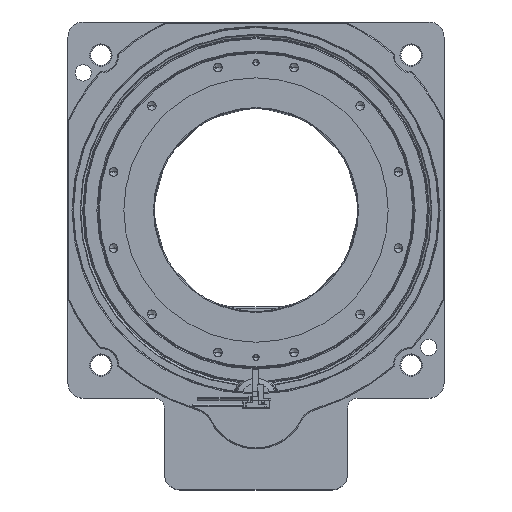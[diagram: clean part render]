
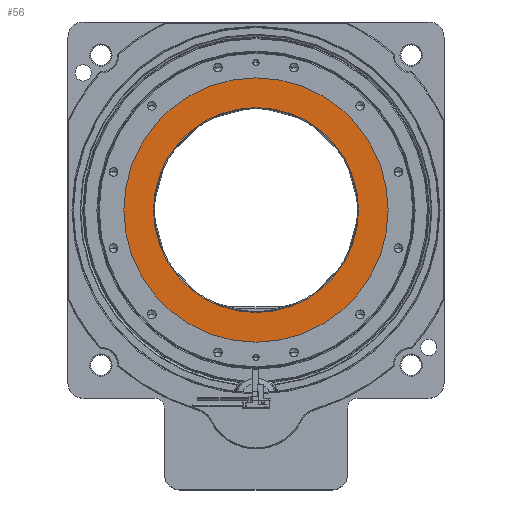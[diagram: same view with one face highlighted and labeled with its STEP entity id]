
A CAD part, top view. The second image highlights one B-rep face of the part: STEP entity #56.
In plain terms, the highlighted planar face has unit normal (0, 0, 1).
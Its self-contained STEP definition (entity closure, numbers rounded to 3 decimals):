
#56 = ADVANCED_FACE ( 'NONE', ( #1200, #691 ), #26091, .F. ) ;
#691 = FACE_BOUND ( 'NONE', #6145, .T. ) ;
#1200 = FACE_OUTER_BOUND ( 'NONE', #8003, .T. ) ;
#1473 = CARTESIAN_POINT ( 'NONE',  ( 112.583, 65., 77. ) ) ;
#2285 = AXIS2_PLACEMENT_3D ( 'NONE', #8390, #21400, #24909 ) ;
#3952 = VERTEX_POINT ( 'NONE', #52717 ) ;
#4738 = CARTESIAN_POINT ( 'NONE',  ( 0., 0., 77. ) ) ;
#5514 = ORIENTED_EDGE ( 'NONE', *, *, #16956, .T. ) ;
#5637 = CARTESIAN_POINT ( 'NONE',  ( -65., 112.583, 77. ) ) ;
#6145 = EDGE_LOOP ( 'NONE', ( #28896, #5514 ) ) ;
#6635 = CARTESIAN_POINT ( 'NONE',  ( 0., 0., 77. ) ) ;
#7477 = AXIS2_PLACEMENT_3D ( 'NONE', #24321, #20283, #51259 ) ;
#8003 = EDGE_LOOP ( 'NONE', ( #19772, #9023 ) ) ;
#8162 = CARTESIAN_POINT ( 'NONE',  ( 65., -112.583, 77. ) ) ;
#8390 = CARTESIAN_POINT ( 'NONE',  ( 0., 0., 77. ) ) ;
#9023 = ORIENTED_EDGE ( 'NONE', *, *, #41355, .F. ) ;
#9080 = DIRECTION ( 'NONE',  ( 0.5, -0.866, 0. ) ) ;
#9082 = CIRCLE ( 'NONE', #46355, 130. ) ;
#9595 = DIRECTION ( 'NONE',  ( 0.5, -0.866, 0. ) ) ;
#13389 = DIRECTION ( 'NONE',  ( 0., 0., -1. ) ) ;
#14186 = VERTEX_POINT ( 'NONE', #8162 ) ;
#16956 = EDGE_CURVE ( 'NONE', #3952, #48360, #50020, .T. ) ;
#19772 = ORIENTED_EDGE ( 'NONE', *, *, #25224, .F. ) ;
#20283 = DIRECTION ( 'NONE',  ( 0., 0., -1. ) ) ;
#21400 = DIRECTION ( 'NONE',  ( 0., 0., -1. ) ) ;
#23936 = CARTESIAN_POINT ( 'NONE',  ( 50.4, -87.295, 77. ) ) ;
#24321 = CARTESIAN_POINT ( 'NONE',  ( 0., 0., 77. ) ) ;
#24909 = DIRECTION ( 'NONE',  ( 0.5, -0.866, 0. ) ) ;
#25224 = EDGE_CURVE ( 'NONE', #14186, #49643, #53437, .T. ) ;
#26091 = PLANE ( 'NONE',  #46774 ) ;
#26351 = CIRCLE ( 'NONE', #41178, 100.8 ) ;
#27784 = DIRECTION ( 'NONE',  ( 0.5, -0.866, 0. ) ) ;
#28896 = ORIENTED_EDGE ( 'NONE', *, *, #32643, .T. ) ;
#32643 = EDGE_CURVE ( 'NONE', #48360, #3952, #26351, .T. ) ;
#35473 = DIRECTION ( 'NONE',  ( 0., 0., -1. ) ) ;
#41178 = AXIS2_PLACEMENT_3D ( 'NONE', #6635, #35473, #27784 ) ;
#41355 = EDGE_CURVE ( 'NONE', #49643, #14186, #9082, .T. ) ;
#42731 = DIRECTION ( 'NONE',  ( 0., 0., -1. ) ) ;
#46355 = AXIS2_PLACEMENT_3D ( 'NONE', #4738, #13389, #9080 ) ;
#46774 = AXIS2_PLACEMENT_3D ( 'NONE', #1473, #42731, #9595 ) ;
#48360 = VERTEX_POINT ( 'NONE', #23936 ) ;
#49643 = VERTEX_POINT ( 'NONE', #5637 ) ;
#50020 = CIRCLE ( 'NONE', #2285, 100.8 ) ;
#51259 = DIRECTION ( 'NONE',  ( 0.5, -0.866, 0. ) ) ;
#52717 = CARTESIAN_POINT ( 'NONE',  ( -50.4, 87.295, 77. ) ) ;
#53437 = CIRCLE ( 'NONE', #7477, 130. ) ;
